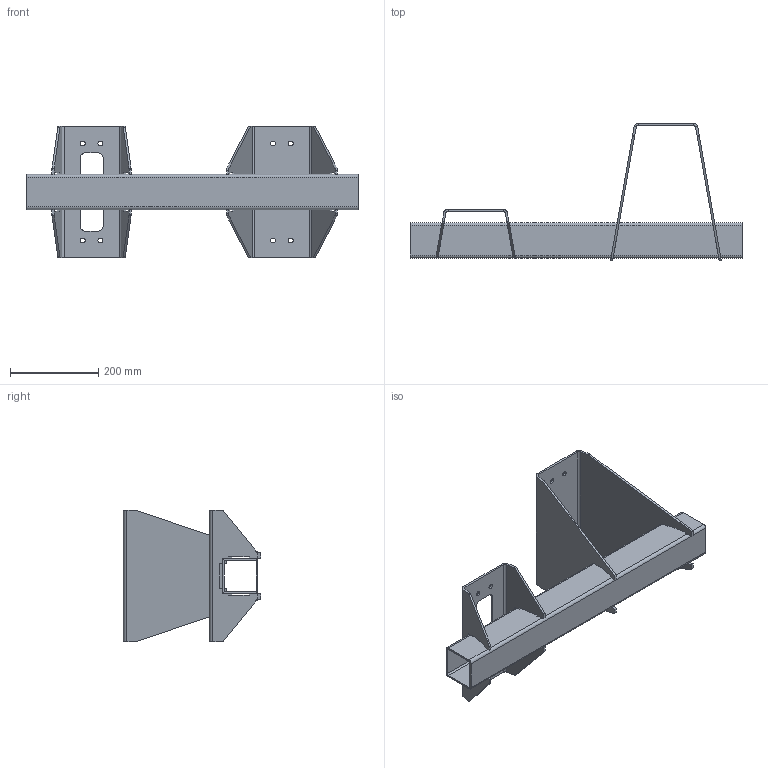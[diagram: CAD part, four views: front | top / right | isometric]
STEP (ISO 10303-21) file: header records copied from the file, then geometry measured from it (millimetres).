
FILE_DESCRIPTION(/* description */ (''),/* implementation_level */ '2;1');
FILE_NAME(/* name */ '80301-0257 DD04 Manifold 17in spacing.stp',/* time_stamp */ '2026-01-30T14:10:34-08:00',/* author */ ('chadm'),/* organization */ (''),/* preprocessor_version */ 'ST-DEVELOPER v20.1',/* originating_system */ 'Autodesk Inventor 2026',/* authorisation */ '');
FILE_SCHEMA (('AUTOMOTIVE_DESIGN { 1 0 10303 214 3 1 1 }'));
Length unit declared in the file: inch
Products named in the file (4): 80301-0257 DD04 Manifold 17in spacing; 50401-0050 BEAM, SQ TUBE, DOUBLE DOCKER; 50101-0259 BRACKET, SLIDE MOUNT - TALL; 50101-0258 BRACKET, SLIDE MOUNT - SHORT
Assembly tree (3 placements, depth 2):
  80301-0257 DD04 Manifold 17in spacing
    50401-0050 BEAM, SQ TUBE, DOUBLE DOCKER
    50101-0259 BRACKET, SLIDE MOUNT - TALL
    50101-0258 BRACKET, SLIDE MOUNT - SHORT
Bounding box: 753.2 x 311.92 x 298.45 mm (x, y, z)
Volume: 1956339.6 mm3; surface area: 913287.6 mm2
Topology: 3 solids, 3 shells, 162 faces, 444 edges, 288 vertices
Faces by surface type: plane 118, cylinder 44
Full cylindrical faces by diameter (mm): 11.113 x8
Entity records: 5289 total; most frequent: CARTESIAN_POINT 901, ORIENTED_EDGE 888, DIRECTION 870, EDGE_CURVE 444, LINE 356, VECTOR 356, VERTEX_POINT 288, AXIS2_PLACEMENT_3D 257
